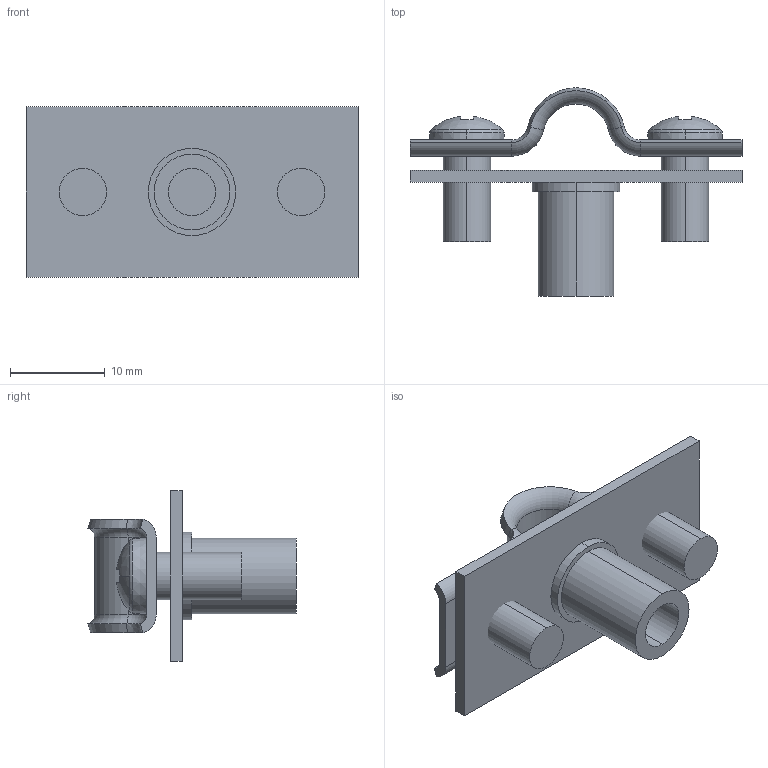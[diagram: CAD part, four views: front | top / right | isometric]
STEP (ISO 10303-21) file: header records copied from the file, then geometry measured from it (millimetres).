
FILE_DESCRIPTION (( 'STEP AP214' ), '1' );
FILE_NAME ('1362456_KSTP1.stp', '2018-06-01T09:18:52', ( '' ), ( '' ), 'SwSTEP 2.0', 'SolidWorks 2016', '' );
FILE_SCHEMA (( 'AUTOMOTIVE_DESIGN' ));
Length unit declared in the file: millimetre
Products named in the file (6): BW001_M5 x 10; 100263_Standard; 100325_Standard; 100323_Standard; 100324_Standard; 1362456_KSTP1
Assembly tree (6 placements, depth 3):
  1362456_KSTP1
    100325_Standard
      100324_Standard
      100323_Standard
    100263_Standard
    BW001_M5 x 10  x2
Bounding box: 35 x 21.95 x 18 mm (x, y, z)
Volume: 2280.1 mm3; surface area: 3727.5 mm2
Topology: 5 solids, 5 shells, 104 faces, 234 edges, 144 vertices
Faces by surface type: plane 50, cylinder 24, torus 16, cone 10, sphere 4
Entity records: 2484 total; most frequent: DIRECTION 448, CARTESIAN_POINT 373, ORIENTED_EDGE 352, AXIS2_PLACEMENT_3D 181, EDGE_CURVE 176, VERTEX_POINT 106, CIRCLE 90, VECTOR 86
